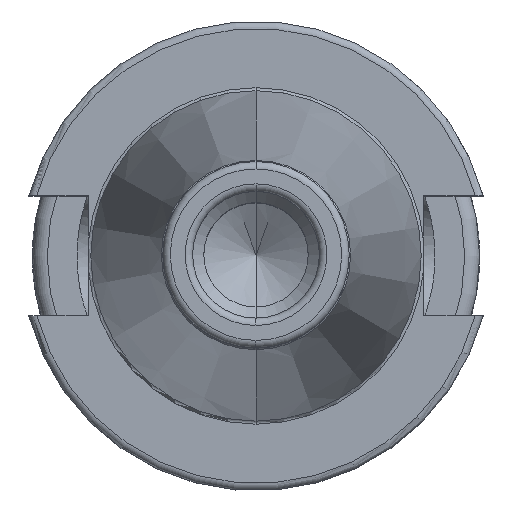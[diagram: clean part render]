
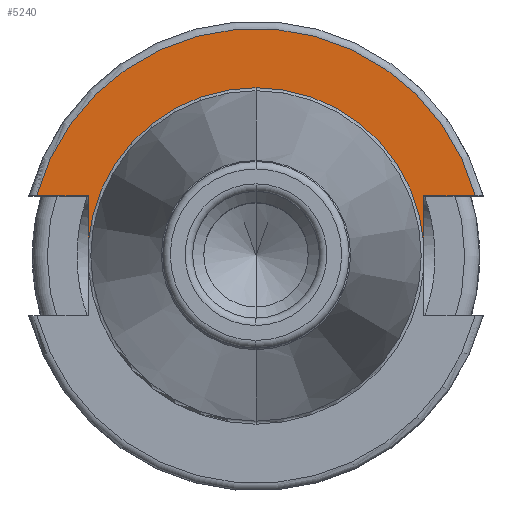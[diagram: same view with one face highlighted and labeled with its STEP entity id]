
A CAD part, top view. The second image highlights one B-rep face of the part: STEP entity #5240.
In plain terms, the highlighted planar face has unit normal (0, 0, 1).
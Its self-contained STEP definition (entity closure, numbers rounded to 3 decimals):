
#498=CARTESIAN_POINT('',(0,0,10));
#499=DIRECTION('',(0,0,1));
#500=DIRECTION('',(0,1,0));
#501=AXIS2_PLACEMENT_3D('',#498,#499,#500);
#2008=CARTESIAN_POINT('',(0,0,10));
#2009=DIRECTION('',(0,0,1));
#2010=DIRECTION('',(0.965,0.264,0));
#2011=AXIS2_PLACEMENT_3D('',#2008,#2009,#2010);
#2058=DIRECTION('',(0,1,0));
#2059=VECTOR('',#2058,6.317);
#2060=CARTESIAN_POINT('',(-22.5,1.733,10));
#2061=LINE('',#2060,#2059);
#2062=DIRECTION('',(1,0,0));
#2063=VECTOR('',#2062,6.918);
#2064=CARTESIAN_POINT('',(-29.418,8.05,10));
#2065=LINE('',#2064,#2063);
#2066=DIRECTION('',(-1,0,0));
#2067=VECTOR('',#2066,6.918);
#2068=CARTESIAN_POINT('',(29.418,8.05,10));
#2069=LINE('',#2068,#2067);
#2070=DIRECTION('',(0,-1,0));
#2071=VECTOR('',#2070,6.317);
#2072=CARTESIAN_POINT('',(22.5,8.05,10));
#2073=LINE('',#2072,#2071);
#2088=CARTESIAN_POINT('',(0,0,10));
#2089=DIRECTION('',(0,0,-1));
#2090=DIRECTION('',(0,1,0));
#2091=AXIS2_PLACEMENT_3D('',#2088,#2089,#2090);
#2427=CARTESIAN_POINT('',(0,22.567,10));
#2429=VERTEX_POINT('',#2427);
#2543=CARTESIAN_POINT('',(-22.5,1.733,10));
#2544=CARTESIAN_POINT('',(-22.5,8.05,10));
#2545=VERTEX_POINT('',#2543);
#2546=VERTEX_POINT('',#2544);
#2547=CARTESIAN_POINT('',(-29.418,8.05,10));
#2548=VERTEX_POINT('',#2547);
#2549=CARTESIAN_POINT('',(22.5,8.05,10));
#2550=CARTESIAN_POINT('',(22.5,1.733,10));
#2551=VERTEX_POINT('',#2549);
#2552=VERTEX_POINT('',#2550);
#2559=CARTESIAN_POINT('',(29.418,8.05,10));
#2560=VERTEX_POINT('',#2559);
#5223=CARTESIAN_POINT('',(0,0,10));
#5224=DIRECTION('',(0,0,-1));
#5225=DIRECTION('',(0,-1,0));
#5226=AXIS2_PLACEMENT_3D('',#5223,#5224,#5225);
#5227=PLANE('',#5226);
#5228=ORIENTED_EDGE('',*,*,#3657,.T.);
#5229=ORIENTED_EDGE('',*,*,#5104,.F.);
#5230=ORIENTED_EDGE('',*,*,#5196,.F.);
#5232=ORIENTED_EDGE('',*,*,#5231,.T.);
#5234=ORIENTED_EDGE('',*,*,#5233,.T.);
#5236=ORIENTED_EDGE('',*,*,#5235,.F.);
#5237=ORIENTED_EDGE('',*,*,#3634,.T.);
#5238=EDGE_LOOP('',(#5228,#5229,#5230,#5232,#5234,#5236,#5237));
#5239=FACE_OUTER_BOUND('',#5238,.F.);
#5240=ADVANCED_FACE('',(#5239),#5227,.F.);
#502=CIRCLE('',#501,22.567);
#2012=CIRCLE('',#2011,30.5);
#2092=CIRCLE('',#2091,22.567);
#3634=EDGE_CURVE('',#2429,#2545,#502,.T.);
#3657=EDGE_CURVE('',#2545,#2546,#2061,.T.);
#5104=EDGE_CURVE('',#2548,#2546,#2065,.T.);
#5196=EDGE_CURVE('',#2560,#2548,#2012,.T.);
#5231=EDGE_CURVE('',#2560,#2551,#2069,.T.);
#5233=EDGE_CURVE('',#2551,#2552,#2073,.T.);
#5235=EDGE_CURVE('',#2429,#2552,#2092,.T.);
